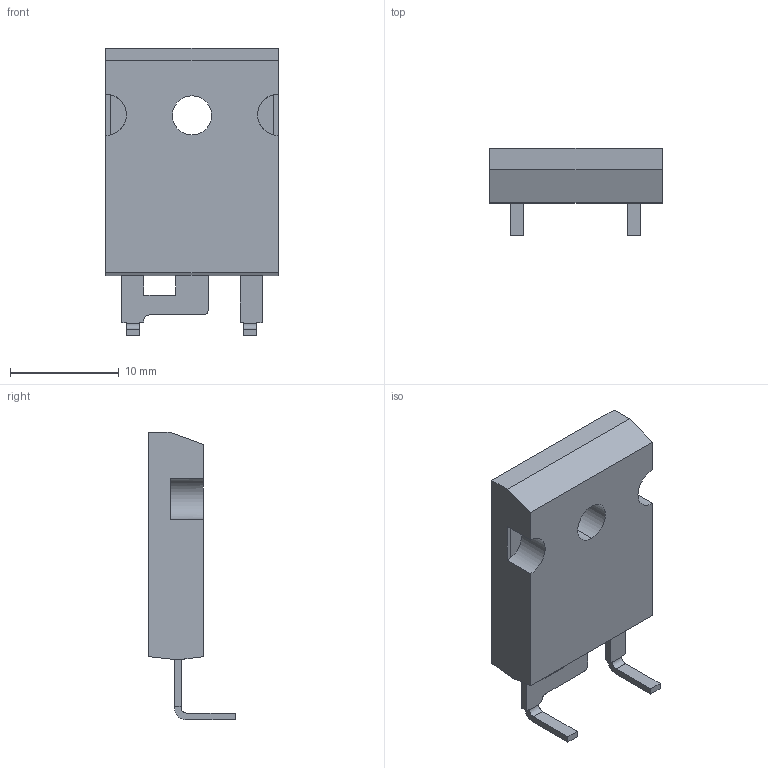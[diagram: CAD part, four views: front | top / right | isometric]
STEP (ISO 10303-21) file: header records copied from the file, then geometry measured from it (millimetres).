
FILE_DESCRIPTION(('Creo Elements/Direct Modeling STEP Export'),'2;1');
FILE_NAME('TO-247-2_geknickt_.STEP','2022-12-08T13:34:38',(''),(''),'PTC Creo Elements/Direct Modeling STEP processor for AP214 (Solid Model)','PTC Creo Elements/Direct Modeling 19.0A 04-Oct-2014 (C) Parametric Technology GmbH','');
FILE_SCHEMA(('AUTOMOTIVE_DESIGN { 1 0 10303 214 1 1 1 1 }'));
Length unit declared in the file: millimetre
Products named in the file (1): TO-247-3_geknickt_
Bounding box: 15.9 x 8 x 26.45 mm (x, y, z)
Volume: 1575.8 mm3; surface area: 1188 mm2
Topology: 1 solids, 1 shells, 71 faces, 204 edges, 136 vertices
Faces by surface type: plane 57, cylinder 14
Entity records: 2522 total; most frequent: CARTESIAN_POINT 416, ORIENTED_EDGE 408, DIRECTION 376, EDGE_CURVE 204, VECTOR 172, LINE 172, VERTEX_POINT 136, AXIS2_PLACEMENT_3D 102
